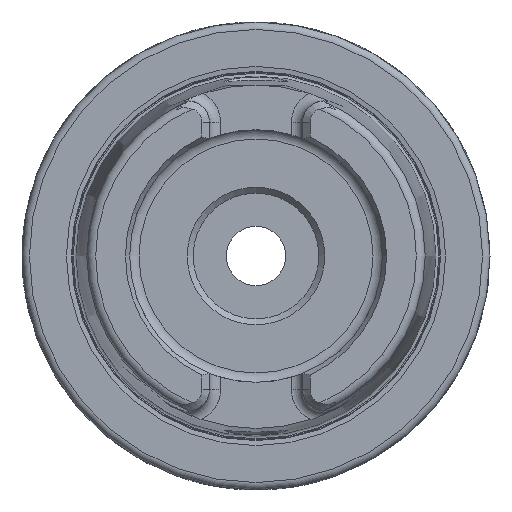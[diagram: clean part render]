
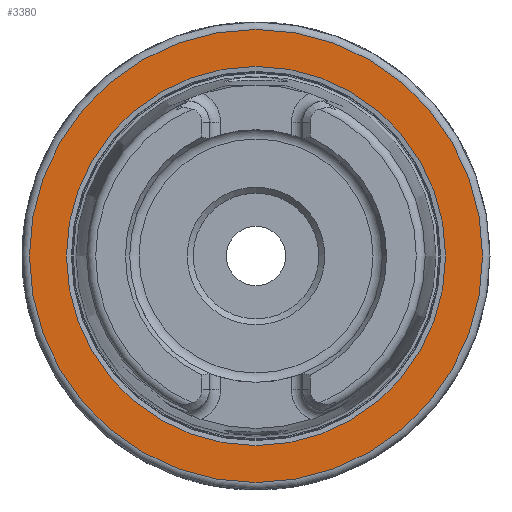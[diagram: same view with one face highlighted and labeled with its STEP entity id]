
A CAD part, left-side view. The second image highlights one B-rep face of the part: STEP entity #3380.
In plain terms, the highlighted planar face has unit normal (-1, 0, 0).
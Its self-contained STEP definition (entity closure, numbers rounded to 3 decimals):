
#160=FACE_BOUND('',#620,.T.);
#223=PLANE('',#3768);
#410=FACE_OUTER_BOUND('',#619,.T.);
#619=EDGE_LOOP('',(#3054));
#620=EDGE_LOOP('',(#3055));
#795=CIRCLE('',#3767,25.52);
#796=CIRCLE('',#3769,30.5);
#1596=VERTEX_POINT('',#7714);
#1597=VERTEX_POINT('',#7718);
#2089=EDGE_CURVE('',#1596,#1596,#795,.T.);
#2090=EDGE_CURVE('',#1597,#1597,#796,.T.);
#3054=ORIENTED_EDGE('',*,*,#2090,.F.);
#3055=ORIENTED_EDGE('',*,*,#2089,.T.);
#3380=ADVANCED_FACE('',(#410,#160),#223,.T.);
#3767=AXIS2_PLACEMENT_3D('',#7716,#4600,#4601);
#3768=AXIS2_PLACEMENT_3D('',#7717,#4602,#4603);
#3769=AXIS2_PLACEMENT_3D('',#7719,#4604,#4605);
#4600=DIRECTION('center_axis',(1.,0.,0.));
#4601=DIRECTION('ref_axis',(0.,0.,-1.));
#4602=DIRECTION('center_axis',(-1.,0.,0.));
#4603=DIRECTION('ref_axis',(0.,0.,1.));
#4604=DIRECTION('center_axis',(1.,0.,0.));
#4605=DIRECTION('ref_axis',(0.,0.,-1.));
#7714=CARTESIAN_POINT('',(0.,-25.52,0.));
#7716=CARTESIAN_POINT('Origin',(0.,0.,
0.));
#7717=CARTESIAN_POINT('Origin',(0.,30.5,0.));
#7718=CARTESIAN_POINT('',(0.,0.,30.5));
#7719=CARTESIAN_POINT('Origin',(0.,0.,
0.));
